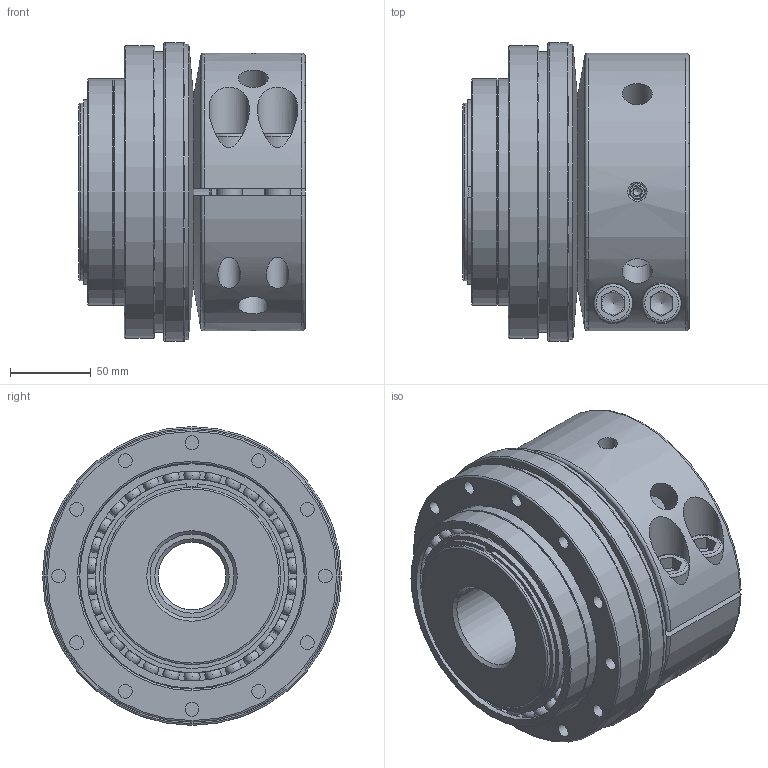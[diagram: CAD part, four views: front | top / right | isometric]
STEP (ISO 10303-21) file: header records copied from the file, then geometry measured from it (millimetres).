
FILE_DESCRIPTION( ( 'Unknown' ), '1' );
FILE_NAME( 'SKB 1000.stp', 'Unknown', ( 'Unknown' ), ( 'Unknown' ), 'PSStep 10.1', 'Unknown', ' ' );
FILE_SCHEMA( ( 'AUTOMOTIVE_DESIGN { 1 0 10303 214 1 1 1 1 }' ) );
Length unit declared in the file: millimetre
Products named in the file (1): KT102272-mit Messingkugel
Bounding box: 140.01 x 185 x 185 mm (x, y, z)
Volume: 2668889.5 mm3; surface area: 272186.2 mm2
Topology: 1 solids, 8 shells, 407 faces, 1477 edges, 975 vertices
Faces by surface type: torus 139, plane 100, cylinder 69, sphere 66, cone 33
Full cylindrical faces by diameter (mm): 8.5 x16, 10 x2, 12 x2, 14 x2, 16 x2, 16.5 x2, 18.5 x4, 24 x2, 25 x2, 42 x1, 52 x1, 107.7 x1, 109.8 x1, 110 x3, 120 x3, 130 x3, 140 x3, 174 x1, 181 x1, 185 x1
Entity records: 24344 total; most frequent: CARTESIAN_POINT 10712, ORIENTED_EDGE 2292, DIRECTION 1866, EDGE_CURVE 1146, AXIS2_PLACEMENT_3D 828, VERTEX_POINT 812, EDGE_LOOP 604, B_SPLINE_CURVE_WITH_KNOTS 516
